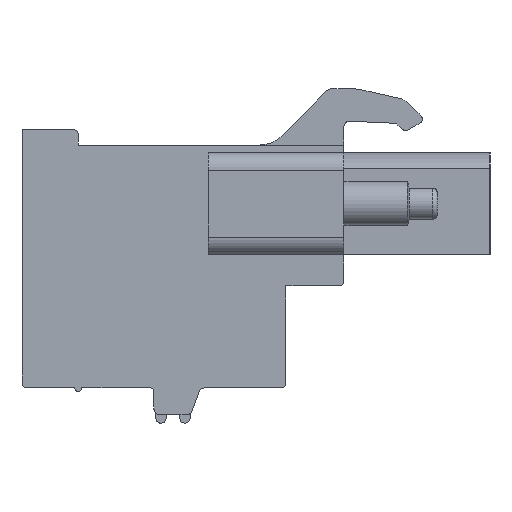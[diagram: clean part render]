
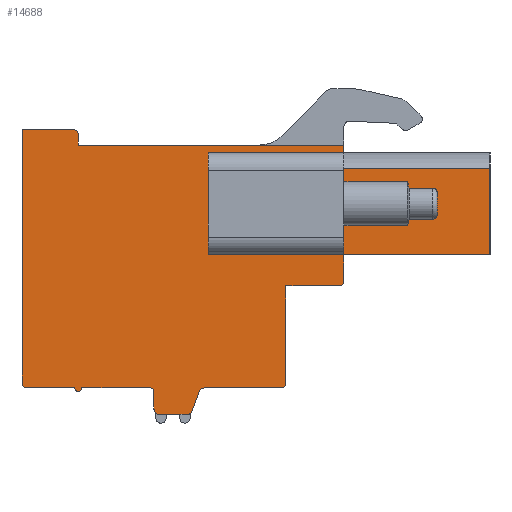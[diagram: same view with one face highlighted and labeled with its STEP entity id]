
A CAD part, left-side view. The second image highlights one B-rep face of the part: STEP entity #14688.
In plain terms, the highlighted planar face has unit normal (-1, 0, 0).
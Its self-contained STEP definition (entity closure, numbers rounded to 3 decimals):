
#1=DIRECTION('',(0.,-1.,0.));
#2=VECTOR('',#1,6.1);
#3=CARTESIAN_POINT('',(0.,2.04,0.73));
#4=LINE('',#3,#2);
#5=DIRECTION('',(0.,0.,1.));
#6=VECTOR('',#5,5.8);
#7=CARTESIAN_POINT('',(0.,-4.06,0.73));
#8=LINE('',#7,#6);
#9=DIRECTION('',(0.,1.,0.));
#10=VECTOR('',#9,6.1);
#11=CARTESIAN_POINT('',(0.,-4.06,6.53));
#12=LINE('',#11,#10);
#13=CARTESIAN_POINT('',(0.,-2.06,-6.54));
#14=DIRECTION('',(1.,0.,0.));
#15=DIRECTION('',(0.,-1.,0.));
#16=AXIS2_PLACEMENT_3D('',#13,#14,#15);
#18=DIRECTION('',(0.,1.,0.));
#19=VECTOR('',#18,4.34);
#20=CARTESIAN_POINT('',(0.,-2.06,-6.84));
#21=LINE('',#20,#19);
#22=CARTESIAN_POINT('',(0.,2.28,-7.14));
#23=DIRECTION('',(-1.,0.,0.));
#24=DIRECTION('',(0.,0.,1.));
#25=AXIS2_PLACEMENT_3D('',#22,#23,#24);
#27=DIRECTION('',(0.,0.345,-0.939));
#28=VECTOR('',#27,1.179);
#29=CARTESIAN_POINT('',(0.,2.562,-7.037));
#30=LINE('',#29,#28);
#31=CARTESIAN_POINT('',(0.,3.25,-8.04));
#32=DIRECTION('',(1.,0.,0.));
#33=DIRECTION('',(0.,-0.939,-0.345));
#34=AXIS2_PLACEMENT_3D('',#31,#32,#33);
#36=DIRECTION('',(0.,1.,0.));
#37=VECTOR('',#36,1.59);
#38=CARTESIAN_POINT('',(0.,3.25,-8.34));
#39=LINE('',#38,#37);
#40=CARTESIAN_POINT('',(0.,4.84,-8.04));
#41=DIRECTION('',(1.,0.,0.));
#42=DIRECTION('',(0.,0.,-1.));
#43=AXIS2_PLACEMENT_3D('',#40,#41,#42);
#45=DIRECTION('',(0.,0.,1.));
#46=VECTOR('',#45,1.);
#47=CARTESIAN_POINT('',(0.,5.14,-8.04));
#48=LINE('',#47,#46);
#49=CARTESIAN_POINT('',(0.,5.34,-7.04));
#50=DIRECTION('',(-1.,0.,0.));
#51=DIRECTION('',(0.,-1.,0.));
#52=AXIS2_PLACEMENT_3D('',#49,#50,#51);
#54=DIRECTION('',(0.,1.,0.));
#55=VECTOR('',#54,3.9);
#56=CARTESIAN_POINT('',(0.,5.34,-6.84));
#57=LINE('',#56,#55);
#58=CARTESIAN_POINT('',(0.,9.44,-6.84));
#59=DIRECTION('',(1.,0.,0.));
#60=DIRECTION('',(0.,-1.,0.));
#61=AXIS2_PLACEMENT_3D('',#58,#59,#60);
#63=DIRECTION('',(0.,1.,0.));
#64=VECTOR('',#63,2.7);
#65=CARTESIAN_POINT('',(0.,9.64,-6.84));
#66=LINE('',#65,#64);
#67=CARTESIAN_POINT('',(0.,12.34,-6.54));
#68=DIRECTION('',(1.,0.,0.));
#69=DIRECTION('',(0.,0.,-1.));
#70=AXIS2_PLACEMENT_3D('',#67,#68,#69);
#72=DIRECTION('',(0.,0.,1.));
#73=VECTOR('',#72,0.5);
#74=CARTESIAN_POINT('',(0.,12.64,-6.54));
#75=LINE('',#74,#73);
#76=DIRECTION('',(0.,0.,1.));
#77=VECTOR('',#76,13.9);
#78=CARTESIAN_POINT('',(0.,12.64,-6.04));
#79=LINE('',#78,#77);
#80=DIRECTION('',(0.,-1.,0.));
#81=VECTOR('',#80,2.9);
#82=CARTESIAN_POINT('',(0.,12.64,7.86));
#83=LINE('',#82,#81);
#84=CARTESIAN_POINT('',(0.,9.74,7.56));
#85=DIRECTION('',(1.,0.,0.));
#86=DIRECTION('',(0.,0.,1.));
#87=AXIS2_PLACEMENT_3D('',#84,#85,#86);
#89=DIRECTION('',(0.,0.,-1.));
#90=VECTOR('',#89,0.6);
#91=CARTESIAN_POINT('',(0.,9.44,7.56));
#92=LINE('',#91,#90);
#93=DIRECTION('',(0.,-1.,0.));
#94=VECTOR('',#93,15.1);
#95=CARTESIAN_POINT('',(0.,9.44,6.96));
#96=LINE('',#95,#94);
#97=DIRECTION('',(0.,0.,-1.));
#98=VECTOR('',#97,1.325);
#99=CARTESIAN_POINT('',(0.,-5.66,6.96));
#100=LINE('',#99,#98);
#101=DIRECTION('',(0.,1.,0.));
#102=VECTOR('',#101,8.3);
#103=CARTESIAN_POINT('',(0.,-13.96,5.635));
#104=LINE('',#103,#102);
#105=DIRECTION('',(0.,1.,0.));
#106=VECTOR('',#105,8.3);
#107=CARTESIAN_POINT('',(0.,-13.96,0.73));
#108=LINE('',#107,#106);
#109=DIRECTION('',(0.,0.,-1.));
#110=VECTOR('',#109,1.47);
#111=CARTESIAN_POINT('',(0.,-5.66,0.73));
#112=LINE('',#111,#110);
#113=CARTESIAN_POINT('',(0.,-5.36,-0.74));
#114=DIRECTION('',(-1.,0.,0.));
#115=DIRECTION('',(0.,0.,-1.));
#116=AXIS2_PLACEMENT_3D('',#113,#114,#115);
#385=DIRECTION('',(0.,0.,1.));
#386=VECTOR('',#385,5.8);
#387=CARTESIAN_POINT('',(0.,2.04,0.73));
#388=LINE('',#387,#386);
#722=DIRECTION('',(0.,-1.,0.));
#723=VECTOR('',#722,3.);
#724=CARTESIAN_POINT('',(0.,-2.36,-1.04));
#725=LINE('',#724,#723);
#1774=DIRECTION('',(0.,0.,1.));
#1775=VECTOR('',#1774,4.905);
#1776=CARTESIAN_POINT('',(0.,-13.96,0.73));
#1777=LINE('',#1776,#1775);
#3587=DIRECTION('',(0.,0.,1.));
#3588=VECTOR('',#3587,5.5);
#3589=CARTESIAN_POINT('',(0.,-2.36,-6.54));
#3590=LINE('',#3589,#3588);
#11141=CARTESIAN_POINT('',(0.,12.34,-6.84));
#11142=CARTESIAN_POINT('',(0.,12.64,-6.54));
#11143=VERTEX_POINT('',#11141);
#11144=VERTEX_POINT('',#11142);
#11145=CARTESIAN_POINT('',(0.,12.64,-6.04));
#11146=VERTEX_POINT('',#11145);
#11147=CARTESIAN_POINT('',(0.,12.64,7.86));
#11148=VERTEX_POINT('',#11147);
#11149=CARTESIAN_POINT('',(0.,9.74,7.86));
#11150=VERTEX_POINT('',#11149);
#11151=CARTESIAN_POINT('',(0.,9.44,7.56));
#11152=VERTEX_POINT('',#11151);
#11153=CARTESIAN_POINT('',(0.,9.44,6.96));
#11154=VERTEX_POINT('',#11153);
#11155=CARTESIAN_POINT('',(0.,-5.66,6.96));
#11156=VERTEX_POINT('',#11155);
#11157=CARTESIAN_POINT('',(0.,-2.36,-6.54));
#11158=CARTESIAN_POINT('',(0.,-2.06,-6.84));
#11159=VERTEX_POINT('',#11157);
#11160=VERTEX_POINT('',#11158);
#11161=CARTESIAN_POINT('',(0.,2.28,-6.84));
#11162=VERTEX_POINT('',#11161);
#11163=CARTESIAN_POINT('',(0.,2.562,-7.037));
#11164=VERTEX_POINT('',#11163);
#11165=CARTESIAN_POINT('',(0.,2.968,-8.143));
#11166=VERTEX_POINT('',#11165);
#11167=CARTESIAN_POINT('',(0.,3.25,-8.34));
#11168=VERTEX_POINT('',#11167);
#11169=CARTESIAN_POINT('',(0.,4.84,-8.34));
#11170=VERTEX_POINT('',#11169);
#11171=CARTESIAN_POINT('',(0.,5.14,-8.04));
#11172=VERTEX_POINT('',#11171);
#11173=CARTESIAN_POINT('',(0.,5.14,-7.04));
#11174=VERTEX_POINT('',#11173);
#11175=CARTESIAN_POINT('',(0.,5.34,-6.84));
#11176=VERTEX_POINT('',#11175);
#11177=CARTESIAN_POINT('',(0.,9.24,-6.84));
#11178=VERTEX_POINT('',#11177);
#11179=CARTESIAN_POINT('',(0.,9.64,-6.84));
#11180=VERTEX_POINT('',#11179);
#11245=CARTESIAN_POINT('',(0.,-13.96,0.73));
#11246=VERTEX_POINT('',#11245);
#11247=CARTESIAN_POINT('',(0.,-5.66,0.73));
#11248=VERTEX_POINT('',#11247);
#11473=CARTESIAN_POINT('',(0.,-13.96,5.635));
#11475=VERTEX_POINT('',#11473);
#14305=CARTESIAN_POINT('',(0.,2.04,0.73));
#14306=CARTESIAN_POINT('',(0.,2.04,6.53));
#14307=VERTEX_POINT('',#14305);
#14308=VERTEX_POINT('',#14306);
#14313=CARTESIAN_POINT('',(0.,-4.06,0.73));
#14315=VERTEX_POINT('',#14313);
#14317=CARTESIAN_POINT('',(0.,-4.06,6.53));
#14319=VERTEX_POINT('',#14317);
#14321=CARTESIAN_POINT('',(0.,-5.66,5.635));
#14322=VERTEX_POINT('',#14321);
#14469=CARTESIAN_POINT('',(0.,-5.36,-1.04));
#14470=CARTESIAN_POINT('',(0.,-5.66,-0.74));
#14471=VERTEX_POINT('',#14469);
#14472=VERTEX_POINT('',#14470);
#14473=CARTESIAN_POINT('',(0.,-2.36,-1.04));
#14474=VERTEX_POINT('',#14473);
#14617=CARTESIAN_POINT('',(0.,0.,0.));
#14618=DIRECTION('',(1.,0.,0.));
#14619=DIRECTION('',(0.,-1.,0.));
#14620=AXIS2_PLACEMENT_3D('',#14617,#14618,#14619);
#14621=PLANE('',#14620);
#14623=ORIENTED_EDGE('',*,*,#14622,.F.);
#14625=ORIENTED_EDGE('',*,*,#14624,.F.);
#14627=ORIENTED_EDGE('',*,*,#14626,.T.);
#14629=ORIENTED_EDGE('',*,*,#14628,.T.);
#14631=ORIENTED_EDGE('',*,*,#14630,.T.);
#14633=ORIENTED_EDGE('',*,*,#14632,.T.);
#14635=ORIENTED_EDGE('',*,*,#14634,.T.);
#14637=ORIENTED_EDGE('',*,*,#14636,.T.);
#14639=ORIENTED_EDGE('',*,*,#14638,.T.);
#14641=ORIENTED_EDGE('',*,*,#14640,.T.);
#14643=ORIENTED_EDGE('',*,*,#14642,.T.);
#14645=ORIENTED_EDGE('',*,*,#14644,.T.);
#14647=ORIENTED_EDGE('',*,*,#14646,.T.);
#14649=ORIENTED_EDGE('',*,*,#14648,.T.);
#14651=ORIENTED_EDGE('',*,*,#14650,.T.);
#14653=ORIENTED_EDGE('',*,*,#14652,.T.);
#14655=ORIENTED_EDGE('',*,*,#14654,.T.);
#14657=ORIENTED_EDGE('',*,*,#14656,.T.);
#14659=ORIENTED_EDGE('',*,*,#14658,.T.);
#14661=ORIENTED_EDGE('',*,*,#14660,.T.);
#14663=ORIENTED_EDGE('',*,*,#14662,.T.);
#14665=ORIENTED_EDGE('',*,*,#14664,.T.);
#14667=ORIENTED_EDGE('',*,*,#14666,.F.);
#14669=ORIENTED_EDGE('',*,*,#14668,.F.);
#14671=ORIENTED_EDGE('',*,*,#14670,.T.);
#14673=ORIENTED_EDGE('',*,*,#14672,.T.);
#14675=ORIENTED_EDGE('',*,*,#14674,.F.);
#14676=EDGE_LOOP('',(#14623,#14625,#14627,#14629,#14631,#14633,#14635,#14637,
#14639,#14641,#14643,#14645,#14647,#14649,#14651,#14653,#14655,#14657,#14659,
#14661,#14663,#14665,#14667,#14669,#14671,#14673,#14675));
#14677=FACE_OUTER_BOUND('',#14676,.F.);
#14679=ORIENTED_EDGE('',*,*,#14678,.T.);
#14681=ORIENTED_EDGE('',*,*,#14680,.T.);
#14683=ORIENTED_EDGE('',*,*,#14682,.T.);
#14685=ORIENTED_EDGE('',*,*,#14684,.F.);
#14686=EDGE_LOOP('',(#14679,#14681,#14683,#14685));
#14687=FACE_BOUND('',#14686,.F.);
#14688=ADVANCED_FACE('',(#14677,#14687),#14621,.F.);
#17=CIRCLE('',#16,0.3);
#26=CIRCLE('',#25,0.3);
#35=CIRCLE('',#34,0.3);
#44=CIRCLE('',#43,0.3);
#53=CIRCLE('',#52,0.2);
#62=CIRCLE('',#61,0.2);
#71=CIRCLE('',#70,0.3);
#88=CIRCLE('',#87,0.3);
#117=CIRCLE('',#116,0.3);
#14622=EDGE_CURVE('',#14474,#14471,#725,.T.);
#14624=EDGE_CURVE('',#11159,#14474,#3590,.T.);
#14626=EDGE_CURVE('',#11159,#11160,#17,.T.);
#14628=EDGE_CURVE('',#11160,#11162,#21,.T.);
#14630=EDGE_CURVE('',#11162,#11164,#26,.T.);
#14632=EDGE_CURVE('',#11164,#11166,#30,.T.);
#14634=EDGE_CURVE('',#11166,#11168,#35,.T.);
#14636=EDGE_CURVE('',#11168,#11170,#39,.T.);
#14638=EDGE_CURVE('',#11170,#11172,#44,.T.);
#14640=EDGE_CURVE('',#11172,#11174,#48,.T.);
#14642=EDGE_CURVE('',#11174,#11176,#53,.T.);
#14644=EDGE_CURVE('',#11176,#11178,#57,.T.);
#14646=EDGE_CURVE('',#11178,#11180,#62,.T.);
#14648=EDGE_CURVE('',#11180,#11143,#66,.T.);
#14650=EDGE_CURVE('',#11143,#11144,#71,.T.);
#14652=EDGE_CURVE('',#11144,#11146,#75,.T.);
#14654=EDGE_CURVE('',#11146,#11148,#79,.T.);
#14656=EDGE_CURVE('',#11148,#11150,#83,.T.);
#14658=EDGE_CURVE('',#11150,#11152,#88,.T.);
#14660=EDGE_CURVE('',#11152,#11154,#92,.T.);
#14662=EDGE_CURVE('',#11154,#11156,#96,.T.);
#14664=EDGE_CURVE('',#11156,#14322,#100,.T.);
#14666=EDGE_CURVE('',#11475,#14322,#104,.T.);
#14668=EDGE_CURVE('',#11246,#11475,#1777,.T.);
#14670=EDGE_CURVE('',#11246,#11248,#108,.T.);
#14672=EDGE_CURVE('',#11248,#14472,#112,.T.);
#14674=EDGE_CURVE('',#14471,#14472,#117,.T.);
#14678=EDGE_CURVE('',#14307,#14315,#4,.T.);
#14680=EDGE_CURVE('',#14315,#14319,#8,.T.);
#14682=EDGE_CURVE('',#14319,#14308,#12,.T.);
#14684=EDGE_CURVE('',#14307,#14308,#388,.T.);
